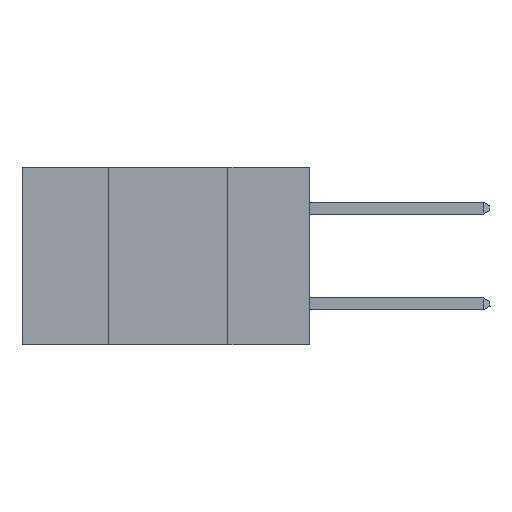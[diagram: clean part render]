
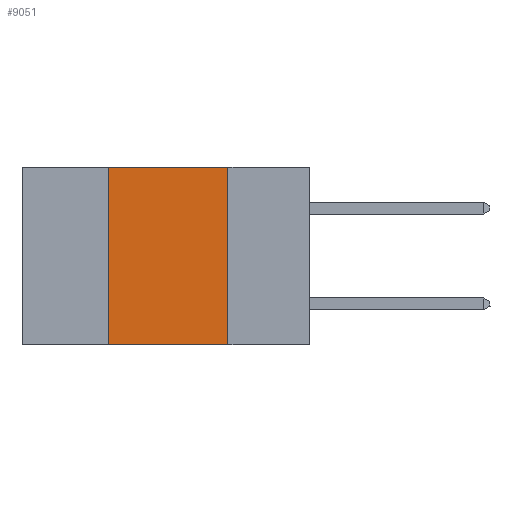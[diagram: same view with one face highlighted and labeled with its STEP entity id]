
A CAD part, left-side view. The second image highlights one B-rep face of the part: STEP entity #9051.
In plain terms, the highlighted planar face has unit normal (-1, 0, 0).
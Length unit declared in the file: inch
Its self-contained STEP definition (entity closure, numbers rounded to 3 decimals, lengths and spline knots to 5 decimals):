
#943 = ORIENTED_EDGE ( 'NONE', *, *, #6162, .F. ) ;
#1485 = VECTOR ( 'NONE', #8766, 39.37008 ) ;
#1803 = DIRECTION ( 'NONE',  ( 0., -1., 0. ) ) ;
#1893 = CARTESIAN_POINT ( 'NONE',  ( 0., 0.6, 0. ) ) ;
#2589 = CARTESIAN_POINT ( 'NONE',  ( 0., 0.17, -0.37 ) ) ;
#2877 = AXIS2_PLACEMENT_3D ( 'NONE', #1893, #10374, #4779 ) ;
#3524 = VERTEX_POINT ( 'NONE', #12154 ) ;
#3748 = VECTOR ( 'NONE', #8057, 39.37008 ) ;
#4032 = LINE ( 'NONE', #7834, #1485 ) ;
#4237 = CARTESIAN_POINT ( 'NONE',  ( 0., 0.6, -0.37 ) ) ;
#4688 = ORIENTED_EDGE ( 'NONE', *, *, #9319, .T. ) ;
#4779 = DIRECTION ( 'NONE',  ( 0., 0., -1. ) ) ;
#5429 = EDGE_CURVE ( 'NONE', #10388, #6254, #10854, .T. ) ;
#6145 = CARTESIAN_POINT ( 'NONE',  ( 0., 0.17, 0. ) ) ;
#6162 = EDGE_CURVE ( 'NONE', #6254, #7621, #7099, .T. ) ;
#6254 = VERTEX_POINT ( 'NONE', #6145 ) ;
#6308 = LINE ( 'NONE', #4237, #3748 ) ;
#6591 = CARTESIAN_POINT ( 'NONE',  ( 0., 0.6, 0. ) ) ;
#7099 = LINE ( 'NONE', #7930, #11679 ) ;
#7541 = VECTOR ( 'NONE', #1803, 39.37008 ) ;
#7601 = FACE_OUTER_BOUND ( 'NONE', #10713, .T. ) ;
#7621 = VERTEX_POINT ( 'NONE', #2589 ) ;
#7834 = CARTESIAN_POINT ( 'NONE',  ( 0., 0.42, 0. ) ) ;
#7930 = CARTESIAN_POINT ( 'NONE',  ( 0., 0.17, 0. ) ) ;
#8057 = DIRECTION ( 'NONE',  ( 0., -1., 0. ) ) ;
#8766 = DIRECTION ( 'NONE',  ( 0., 0., 1. ) ) ;
#8862 = DIRECTION ( 'NONE',  ( 0., 0., -1. ) ) ;
#9051 = ADVANCED_FACE ( 'NONE', ( #7601 ), #9417, .F. ) ;
#9319 = EDGE_CURVE ( 'NONE', #3524, #7621, #6308, .T. ) ;
#9417 = PLANE ( 'NONE',  #2877 ) ;
#9707 = EDGE_CURVE ( 'NONE', #3524, #10388, #4032, .T. ) ;
#10374 = DIRECTION ( 'NONE',  ( 1., 0., 0. ) ) ;
#10388 = VERTEX_POINT ( 'NONE', #11532 ) ;
#10713 = EDGE_LOOP ( 'NONE', ( #943, #11233, #11521, #4688 ) ) ;
#10854 = LINE ( 'NONE', #6591, #7541 ) ;
#11233 = ORIENTED_EDGE ( 'NONE', *, *, #5429, .F. ) ;
#11521 = ORIENTED_EDGE ( 'NONE', *, *, #9707, .F. ) ;
#11532 = CARTESIAN_POINT ( 'NONE',  ( 0., 0.42, 0. ) ) ;
#11679 = VECTOR ( 'NONE', #8862, 39.37008 ) ;
#12154 = CARTESIAN_POINT ( 'NONE',  ( 0., 0.42, -0.37 ) ) ;
